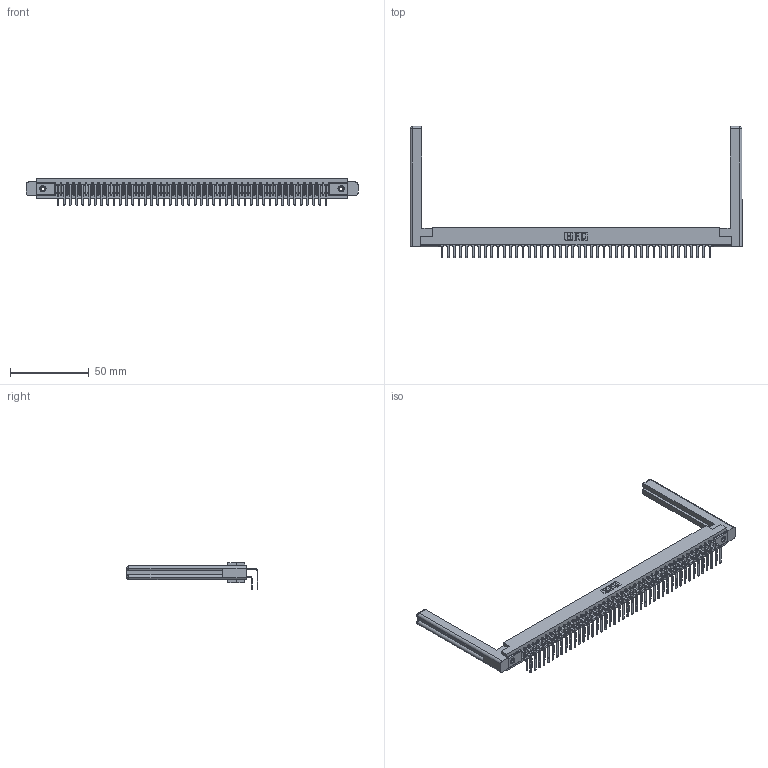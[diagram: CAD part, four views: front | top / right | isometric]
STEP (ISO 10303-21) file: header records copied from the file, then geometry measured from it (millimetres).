
FILE_DESCRIPTION (( 'STEP AP203' ), '1' );
FILE_NAME ('307-044-458-158.STEP', '2020-09-29T21:52:29', ( '' ), ( '' ), 'SwSTEP 2.0', 'SolidWorks 2020', '' );
FILE_SCHEMA (( 'CONFIG_CONTROL_DESIGN' ));
Length unit declared in the file: inch
Products named in the file (6): 307-044-458-158; 307-220-058; 345-250-001_345-250-001-102; 307 Part_.156 Dia Mounting Holes; 307-290-001_558 559 - 1 (Single); 307-290-001_558 - 2 (Single)
Assembly tree (93 placements, depth 2):
  307-044-458-158
    307 Part_.156 Dia Mounting Holes
    307-290-001_558 559 - 1 (Single)  x44
    307-290-001_558 - 2 (Single)  x44
    307-220-058  x2
    345-250-001_345-250-001-102  x2
Bounding box: 210.97 x 83.27 x 16.8 mm (x, y, z)
Volume: 29968.2 mm3; surface area: 35151.1 mm2
Topology: 93 solids, 93 shells, 4705 faces, 13173 edges, 8530 vertices
Faces by surface type: plane 3058, cylinder 1533, sphere 90, torus 12, cone 12
Entity records: 42962 total; most frequent: CARTESIAN_POINT 7049, ORIENTED_EDGE 6928, DIRECTION 6860, EDGE_CURVE 3464, LINE 2654, VECTOR 2654, VERTEX_POINT 2238, AXIS2_PLACEMENT_3D 2103
